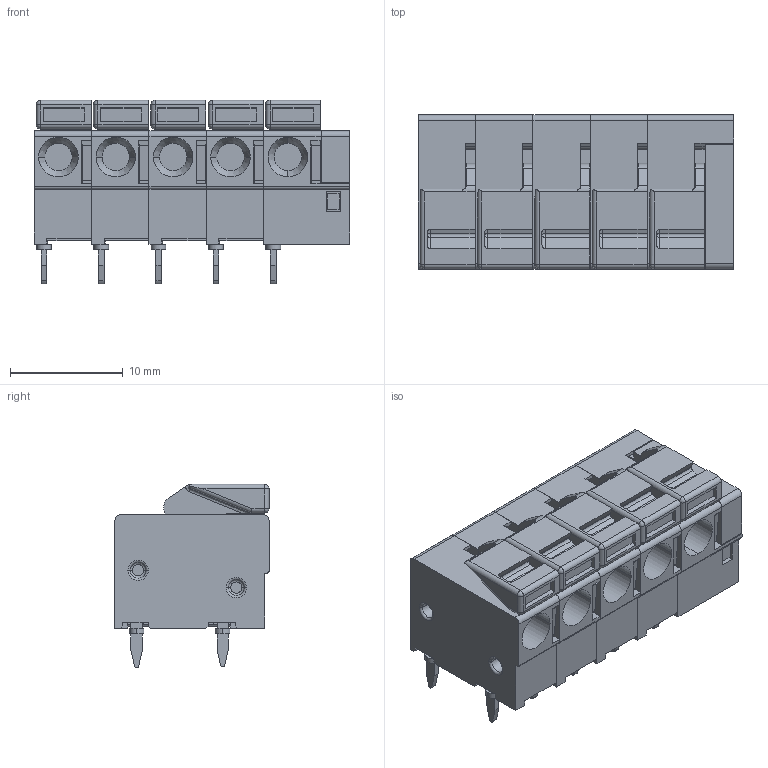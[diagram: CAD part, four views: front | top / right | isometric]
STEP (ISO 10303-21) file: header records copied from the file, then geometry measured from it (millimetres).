
FILE_DESCRIPTION(('STEP AP214'),'1');
FILE_NAME('1791295.stp','2018-10-15T20:46:12',('TraceParts'),('TraceParts S.A.'),'Spatial InterOp 3D',' ',' ');
FILE_SCHEMA(('automotive_design'));
Length unit declared in the file: millimetre
Products named in the file (21): 1791295_1; 1791295_2; 1791295_3; 1791295_4; 1791295_5; 1791295_6; 1791295_7; 1791295_8; 1791295_9; 1791295_10; 1791295_11; 1791295_12; 1791295_13; 1791295_14; 1791295_15; 1791295_16; 1791295_17; 1791295_18; 1791295_19; 1791295_20; 1791295_21
Bounding box: 27.94 x 13.65 x 16.25 mm (x, y, z)
Volume: 3478.3 mm3; surface area: 4813 mm2
Topology: 21 solids, 21 shells, 887 faces, 2248 edges, 1430 vertices
Faces by surface type: plane 492, cylinder 271, torus 80, sphere 20, cone 14, bspline 10
Entity records: 36103 total; most frequent: CARTESIAN_POINT 6796, DIRECTION 4648, ORIENTED_EDGE 4456, EDGE_CURVE 2228, AXIS2_PLACEMENT_3D 1582, LINE 1484, VECTOR 1484, VERTEX_POINT 1430
